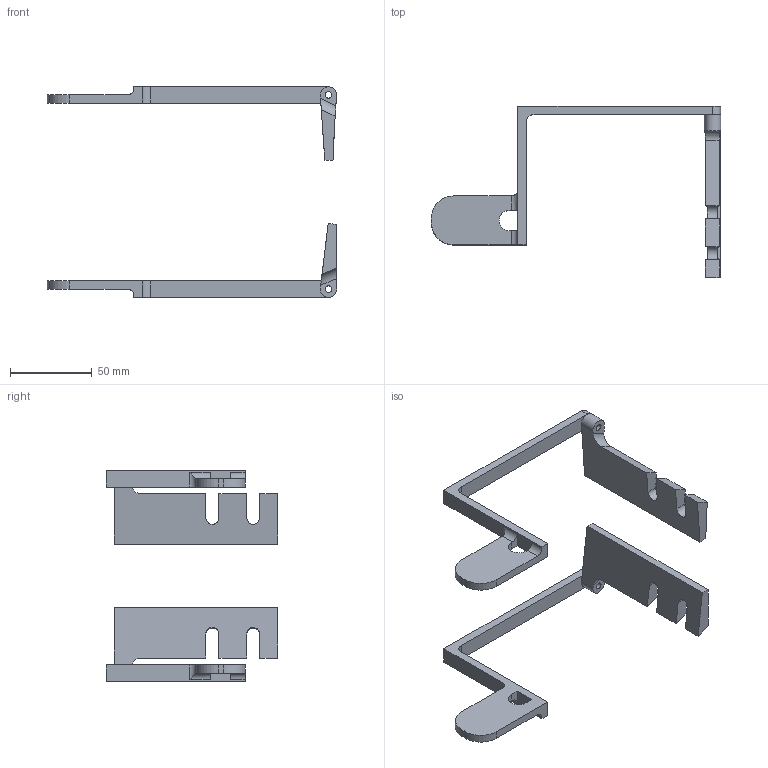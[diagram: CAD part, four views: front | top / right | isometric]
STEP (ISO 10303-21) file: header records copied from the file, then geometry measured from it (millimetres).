
FILE_DESCRIPTION(/* description */ (''),/* implementation_level */ '2;1');
FILE_NAME(/* name */ 'Head Button Mount.step',/* time_stamp */ '2020-02-16T17:27:36-07:00',/* author */ (''),/* organization */ (''),/* preprocessor_version */ 'ST-DEVELOPER v18',/* originating_system */ 'Autodesk Translation Framework v8.12.0.6',/* authorisation */ '');
FILE_SCHEMA (('AUTOMOTIVE_DESIGN { 1 0 10303 214 3 1 1 }'));
Length unit declared in the file: millimetre
Products named in the file (1): Head Button Mount
Bounding box: 177.23 x 105 x 129 mm (x, y, z)
Volume: 71811.1 mm3; surface area: 35636.1 mm2
Topology: 4 solids, 4 shells, 78 faces, 222 edges, 150 vertices
Faces by surface type: plane 46, cylinder 28, torus 4
Full cylindrical faces by diameter (mm): 4 x4
Entity records: 2848 total; most frequent: CARTESIAN_POINT 693, DIRECTION 448, ORIENTED_EDGE 444, EDGE_CURVE 222, AXIS2_PLACEMENT_3D 157, VERTEX_POINT 150, LINE 134, VECTOR 134
